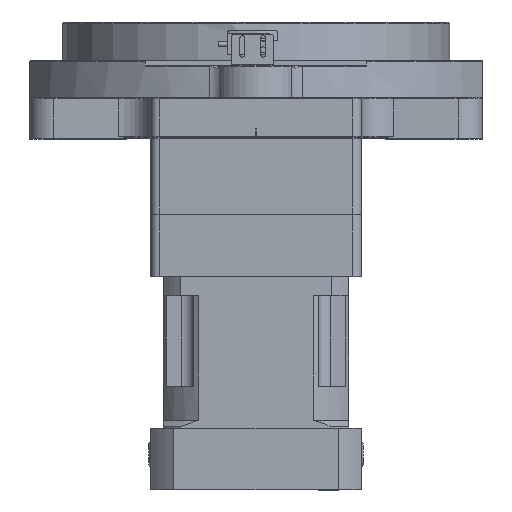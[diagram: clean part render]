
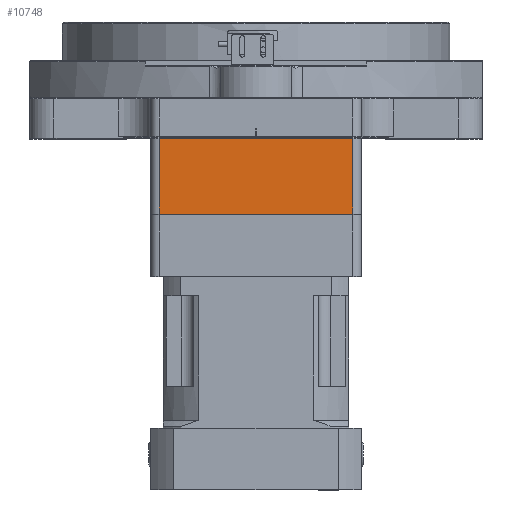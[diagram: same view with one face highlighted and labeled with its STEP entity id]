
A CAD part, top view. The second image highlights one B-rep face of the part: STEP entity #10748.
In plain terms, the highlighted planar face has unit normal (0, 0, 1).
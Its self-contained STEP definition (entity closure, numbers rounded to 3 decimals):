
#2461 = VERTEX_POINT ( 'NONE', #30960 ) ;
#4243 = ORIENTED_EDGE ( 'NONE', *, *, #29792, .T. ) ;
#4386 = ORIENTED_EDGE ( 'NONE', *, *, #24211, .T. ) ;
#4796 = ORIENTED_EDGE ( 'NONE', *, *, #23693, .T. ) ;
#4915 = ORIENTED_EDGE ( 'NONE', *, *, #36325, .T. ) ;
#5071 = VERTEX_POINT ( 'NONE', #35543 ) ;
#6807 = CARTESIAN_POINT ( 'NONE',  ( -60., -47., 206. ) ) ;
#10239 = CARTESIAN_POINT ( 'NONE',  ( -60., 0., 206. ) ) ;
#10748 = ADVANCED_FACE ( 'NONE', ( #27531 ), #27491, .T. ) ;
#11506 = VECTOR ( 'NONE', #28144, 1000. ) ;
#13773 = VECTOR ( 'NONE', #22686, 1000. ) ;
#16984 = DIRECTION ( 'NONE',  ( -1., 0., 0. ) ) ;
#17023 = CARTESIAN_POINT ( 'NONE',  ( -60., 0., 206. ) ) ;
#17028 = LINE ( 'NONE', #17023, #24097 ) ;
#18361 = VERTEX_POINT ( 'NONE', #10239 ) ;
#18701 = VERTEX_POINT ( 'NONE', #6807 ) ;
#20114 = AXIS2_PLACEMENT_3D ( 'NONE', #27474, #27439, #27431 ) ;
#22686 = DIRECTION ( 'NONE',  ( 1., 0., 0. ) ) ;
#22717 = CARTESIAN_POINT ( 'NONE',  ( 65., -47., 206. ) ) ;
#22725 = LINE ( 'NONE', #22717, #13773 ) ;
#23693 = EDGE_CURVE ( 'NONE', #18361, #18701, #24207, .T. ) ;
#24068 = VECTOR ( 'NONE', #24150, 1000. ) ;
#24097 = VECTOR ( 'NONE', #16984, 1000. ) ;
#24150 = DIRECTION ( 'NONE',  ( 0., -1., 0. ) ) ;
#24197 = CARTESIAN_POINT ( 'NONE',  ( -60., 0.5, 206. ) ) ;
#24207 = LINE ( 'NONE', #24197, #24068 ) ;
#24211 = EDGE_CURVE ( 'NONE', #5071, #18361, #17028, .T. ) ;
#27431 = DIRECTION ( 'NONE',  ( -1., 0., 0. ) ) ;
#27439 = DIRECTION ( 'NONE',  ( 0., 0., 1. ) ) ;
#27474 = CARTESIAN_POINT ( 'NONE',  ( 65., 0.5, 206. ) ) ;
#27491 = PLANE ( 'NONE',  #20114 ) ;
#27531 = FACE_OUTER_BOUND ( 'NONE', #34509, .T. ) ;
#28144 = DIRECTION ( 'NONE',  ( 0., 1., 0. ) ) ;
#28192 = CARTESIAN_POINT ( 'NONE',  ( 60., 0.5, 206. ) ) ;
#28233 = LINE ( 'NONE', #28192, #11506 ) ;
#29792 = EDGE_CURVE ( 'NONE', #2461, #5071, #28233, .T. ) ;
#30960 = CARTESIAN_POINT ( 'NONE',  ( 60., -47., 206. ) ) ;
#34509 = EDGE_LOOP ( 'NONE', ( #4243, #4386, #4796, #4915 ) ) ;
#35543 = CARTESIAN_POINT ( 'NONE',  ( 60., 0., 206. ) ) ;
#36325 = EDGE_CURVE ( 'NONE', #18701, #2461, #22725, .T. ) ;
